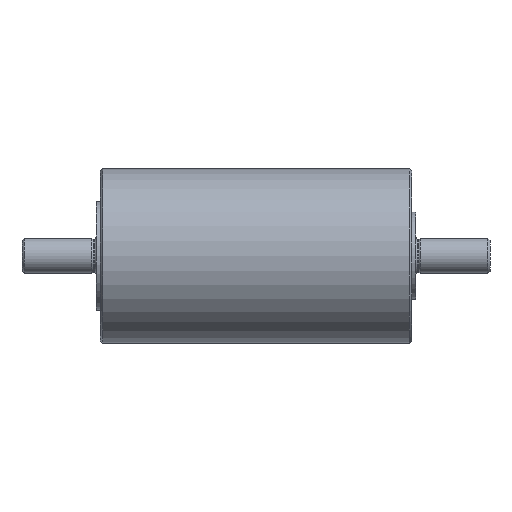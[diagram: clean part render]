
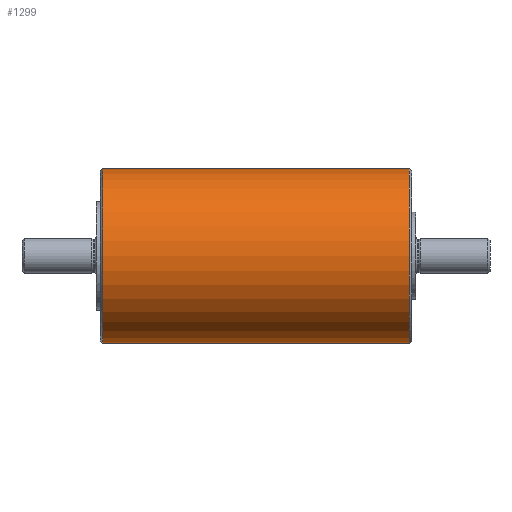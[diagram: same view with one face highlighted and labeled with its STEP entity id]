
A CAD part, top view. The second image highlights one B-rep face of the part: STEP entity #1299.
In plain terms, the highlighted cylindrical face has radius 20 mm (diameter 40 mm), a partial arc.
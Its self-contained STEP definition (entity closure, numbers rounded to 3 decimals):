
#1299 = ADVANCED_FACE( '', ( #2660 ), #2661, .T. );
#2660 = FACE_OUTER_BOUND( '', #4380, .T. );
#2661 = CYLINDRICAL_SURFACE( '', #4381, 20. );
#4380 = EDGE_LOOP( '', ( #6660, #6661, #6662, #6663 ) );
#4381 = AXIS2_PLACEMENT_3D( '', #6664, #6665, #6666 );
#6660 = ORIENTED_EDGE( '', *, *, #9406, .T. );
#6661 = ORIENTED_EDGE( '', *, *, #9407, .T. );
#6662 = ORIENTED_EDGE( '', *, *, #9408, .F. );
#6663 = ORIENTED_EDGE( '', *, *, #9409, .T. );
#6664 = CARTESIAN_POINT( '', ( -71.5, 0., 0. ) );
#6665 = DIRECTION( '', ( -1., 0., 0. ) );
#6666 = DIRECTION( '', ( 0., 0., -1. ) );
#9406 = EDGE_CURVE( '', #10965, #10955, #10966, .T. );
#9407 = EDGE_CURVE( '', #10955, #10967, #10968, .F. );
#9408 = EDGE_CURVE( '', #10969, #10967, #10970, .T. );
#9409 = EDGE_CURVE( '', #10969, #10965, #10971, .T. );
#10955 = VERTEX_POINT( '', #12899 );
#10965 = VERTEX_POINT( '', #12913 );
#10966 = LINE( '', #12914, #12915 );
#10967 = VERTEX_POINT( '', #12916 );
#10968 = CIRCLE( '', #12917, 20. );
#10969 = VERTEX_POINT( '', #12918 );
#10970 = LINE( '', #12919, #12920 );
#10971 = CIRCLE( '', #12921, 20. );
#12899 = CARTESIAN_POINT( '', ( -0.5, 20., 0. ) );
#12913 = CARTESIAN_POINT( '', ( -71., 20., 0. ) );
#12914 = CARTESIAN_POINT( '', ( -71.5, 20., 0. ) );
#12915 = VECTOR( '', #14773, 1000. );
#12916 = CARTESIAN_POINT( '', ( -0.5, -20., 0. ) );
#12917 = AXIS2_PLACEMENT_3D( '', #14774, #14775, #14776 );
#12918 = CARTESIAN_POINT( '', ( -71., -20., 0. ) );
#12919 = CARTESIAN_POINT( '', ( -71.5, -20., 0. ) );
#12920 = VECTOR( '', #14777, 1000. );
#12921 = AXIS2_PLACEMENT_3D( '', #14778, #14779, #14780 );
#14773 = DIRECTION( '', ( 1., 0., 0. ) );
#14774 = CARTESIAN_POINT( '', ( -0.5, 0., 0. ) );
#14775 = DIRECTION( '', ( 1., 0., 0. ) );
#14776 = DIRECTION( '', ( 0., 0., -1. ) );
#14777 = DIRECTION( '', ( 1., 0., 0. ) );
#14778 = CARTESIAN_POINT( '', ( -71., 0., 0. ) );
#14779 = DIRECTION( '', ( 1., 0., 0. ) );
#14780 = DIRECTION( '', ( 0., 0., -1. ) );
